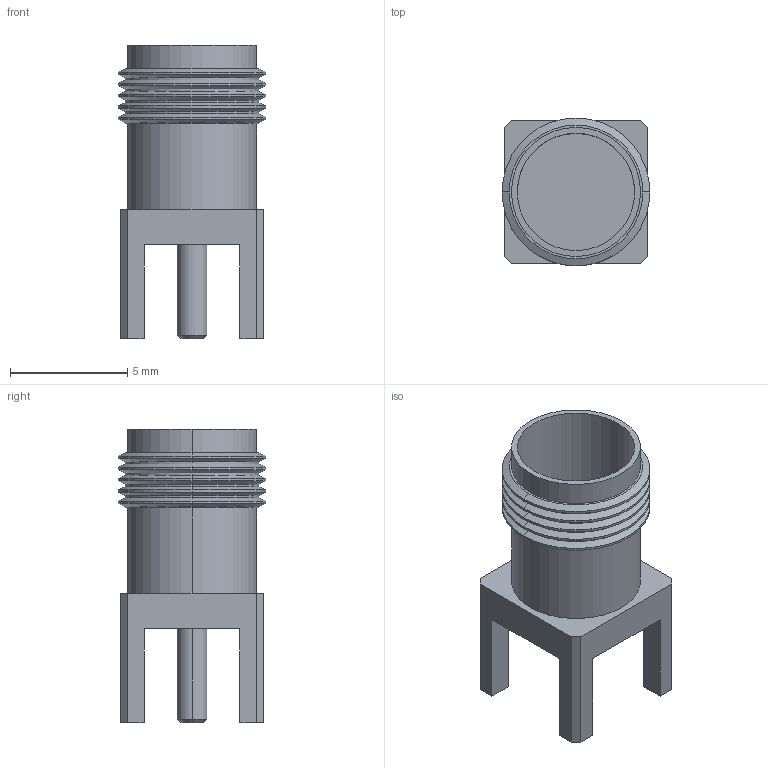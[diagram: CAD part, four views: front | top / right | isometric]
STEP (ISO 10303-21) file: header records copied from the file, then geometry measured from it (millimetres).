
FILE_DESCRIPTION((''),'2;1');
FILE_NAME('MOLEX_0733910060','2010-10-04T',('Simon'),(''),'PRO/ENGINEER BY PARAMETRIC TECHNOLOGY CORPORATION, 2008400','PRO/ENGINEER BY PARAMETRIC TECHNOLOGY CORPORATION, 2008400','');
FILE_SCHEMA(('AUTOMOTIVE_DESIGN_CC2 { 1 2 10303 214 -1 1 5 2 }'));
Length unit declared in the file: millimetre
Products named in the file (1): MOLEX_0733910060
Bounding box: 6.3 x 6.3 x 12.5 mm (x, y, z)
Volume: 134.8 mm3; surface area: 444.2 mm2
Topology: 1 solids, 1 shells, 77 faces, 172 edges, 104 vertices
Faces by surface type: cylinder 28, plane 27, cone 22
Entity records: 2694 total; most frequent: DIRECTION 390, CARTESIAN_POINT 351, ORIENTED_EDGE 340, PRESENTATION_STYLE_ASSIGNMENT 175, STYLED_ITEM 175, CURVE_STYLE 174, EDGE_CURVE 170, AXIS2_PLACEMENT_3D 139
